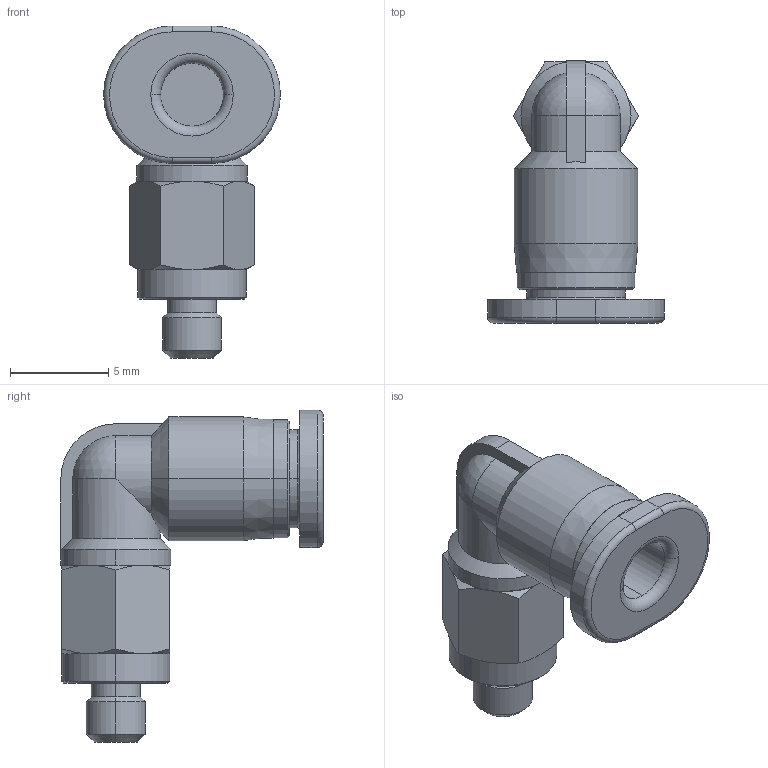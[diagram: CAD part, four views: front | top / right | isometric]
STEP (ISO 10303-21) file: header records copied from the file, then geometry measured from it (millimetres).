
FILE_DESCRIPTION((''),'2;1');
FILE_NAME('PL03M3C-mdt.stp','2017-07-24T14:45:53',(''),(''),'Mechanical Desktop 2009','Mechanical Desktop 2009',', , ');
FILE_SCHEMA(('CONFIG_CONTROL_DESIGN'));
Length unit declared in the file: millimetre
Products named in the file (5): PL03M3C-MDTA; PL03M3C-MDT; COLLAR-L03C; COLLAR-L03C-L; NLM3C-S
Assembly tree (5 placements, depth 2):
  PL03M3C-MDTA
    PL03M3C-MDT
    COLLAR-L03C  x2
    COLLAR-L03C-L
    NLM3C-S
Bounding box: 9 x 13.35 x 16.9 mm (x, y, z)
Volume: 483.7 mm3; surface area: 633.9 mm2
Topology: 1 solids, 1 shells, 80 faces, 180 edges, 109 vertices
Faces by surface type: cylinder 26, plane 23, cone 21, bspline 4, torus 4, sphere 2
Entity records: 2547 total; most frequent: CARTESIAN_POINT 622, DIRECTION 412, ORIENTED_EDGE 360, EDGE_CURVE 180, AXIS2_PLACEMENT_3D 176, VERTEX_POINT 109, CIRCLE 92, EDGE_LOOP 87
